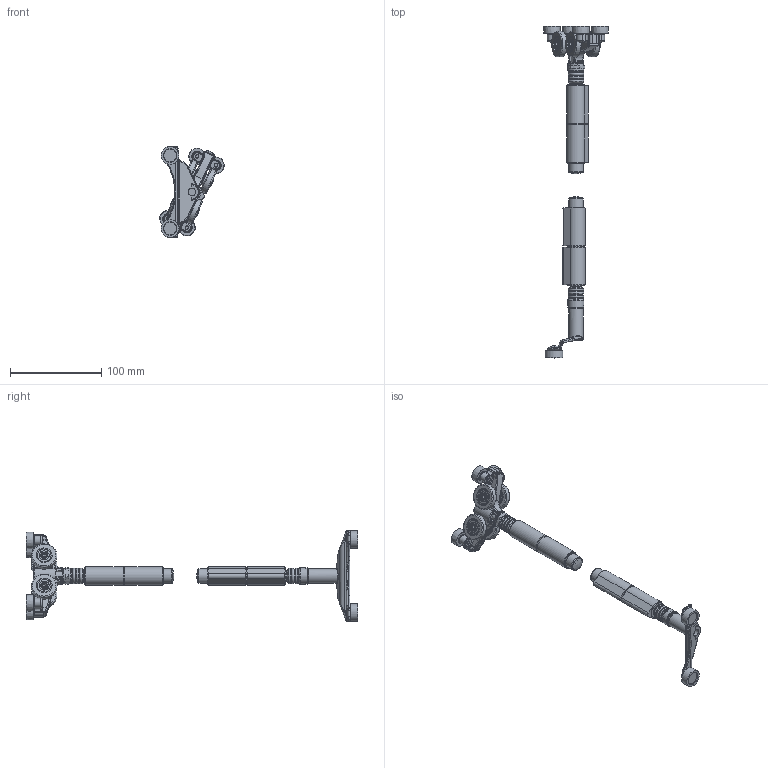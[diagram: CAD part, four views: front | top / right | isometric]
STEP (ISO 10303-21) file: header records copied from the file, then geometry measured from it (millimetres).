
FILE_DESCRIPTION(/* description */ ('SET MONTURE INTERMEDIAIRE FMF100'),/* implementation_level */ '2;1');
FILE_NAME(/* name */ '.stp',/* time_stamp */ '2019-08-14T11:43:57+02:00',/* author */ ('WG'),/* organization */ (''),/* preprocessor_version */ 'ST-DEVELOPER v17.2',/* originating_system */ 'Autodesk Inventor 2019',/* authorisation */ '');
FILE_SCHEMA (('AUTOMOTIVE_DESIGN { 1 0 10303 214 3 1 1 }'));
Length unit declared in the file: millimetre
Products named in the file (25): GJ10430IH; GJ10430IH-Guide bas; 1107; 22837; 22877; 22880; 22844; GJ10430IH-Monture; 9548N; 22830; 23242; 22848; 18038; 09071; 21477; GALB18D; DIN 625 SKF - SKF 624; 21472; 09053; DIN 439 - M10; 04634; 16407; 19738; 22872consul101115; 22870
Assembly tree (54 placements, depth 5):
  GJ10430IH
    GJ10430IH-Guide bas
      1107
        22837
        22877  x2
        22880  x2
      09053
      22844
      04634
      19738  x4
      16407  x2
      22872consul101115
      22870
    GJ10430IH-Monture
      9548N
        22830
        GALB18D  x4
          DIN 625 SKF - SKF 624
          21472
        23242  x2
        21477  x4
        22848  x2
        18038  x4
        09071  x4
      09053
      DIN 439 - M10
      04634
      19738  x4
      16407  x2
      22872consul101115
      22870
Bounding box: 70.89 x 363.9 x 100 mm (x, y, z)
Volume: 134681.5 mm3; surface area: 96204.2 mm2
Topology: 52 solids, 52 shells, 1565 faces, 4461 edges, 2969 vertices
Faces by surface type: cylinder 457, plane 457, torus 323, bspline 205, sphere 71, cone 52
Full cylindrical faces by diameter (mm): 2.4 x1, 4 x16, 4.1 x4, 4.5 x2, 4.8 x2, 6 x6, 6.5 x4, 6.88 x8, 6.9 x2, 7 x4, 7.05 x2, 7.9 x2, 8.1 x2, 8.376 x4, 10 x12, 10.12 x8, 10.7 x2, 10.84 x16, 11 x2, 11.5 x8, 12 x14, 13 x14, 14 x2, 15 x4, 15.135 x8, 15.16 x8, 15.7 x1, 15.8 x1, 16 x4, 16.2 x2
Entity records: 41690 total; most frequent: CARTESIAN_POINT 15718, ORIENTED_EDGE 5354, DIRECTION 5241, EDGE_CURVE 2677, AXIS2_PLACEMENT_3D 2241, VERTEX_POINT 1728, CIRCLE 1227, EDGE_LOOP 1124
